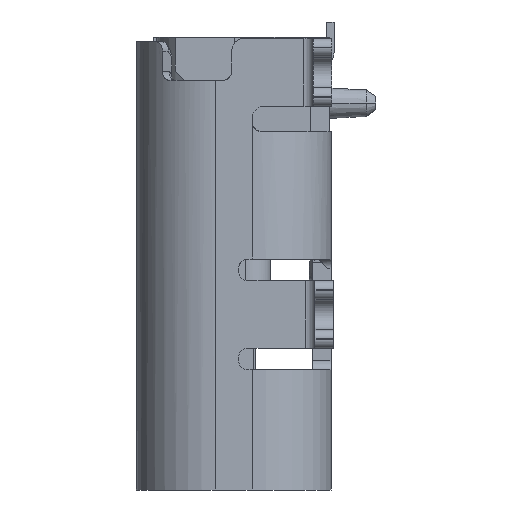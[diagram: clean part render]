
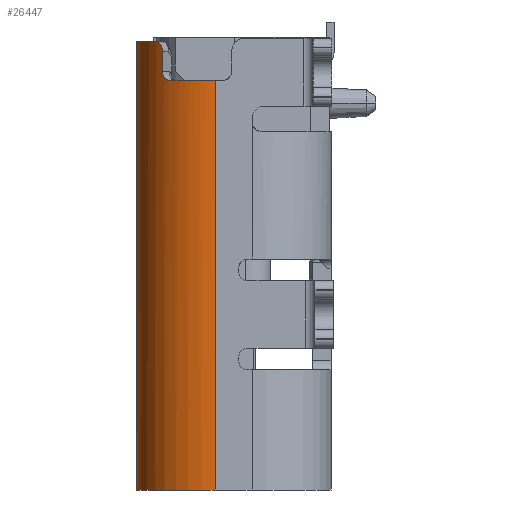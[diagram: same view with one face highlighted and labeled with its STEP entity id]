
A CAD part, left-side view. The second image highlights one B-rep face of the part: STEP entity #26447.
In plain terms, the highlighted cylindrical face has radius 1.28 mm (diameter 2.56 mm), a partial arc.
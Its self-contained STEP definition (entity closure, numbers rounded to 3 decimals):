
#4962=CARTESIAN_POINT('',(-3.19,0.3,
-10.908));
#4963=DIRECTION('',(0.,0.,1.));
#4964=DIRECTION('',(0.,1.,0.));
#4965=AXIS2_PLACEMENT_3D('',#4962,#4963,#4964);
#5194=DIRECTION('',(0.,0.,-1.));
#5195=VECTOR('',#5194,7.275);
#5196=CARTESIAN_POINT('',(-3.19,1.58,
-3.633));
#5197=LINE('',#5196,#5195);
#6421=CARTESIAN_POINT('',(-3.19,0.3,
-3.633));
#6422=DIRECTION('',(0.,0.,-1.));
#6423=DIRECTION('',(-0.657,0.754,0.));
#6424=AXIS2_PLACEMENT_3D('',#6421,#6422,#6423);
#6463=CARTESIAN_POINT('',(-4.143,1.155,
-3.783));
#6464=CARTESIAN_POINT('',(-4.143,1.155,
-3.77));
#6465=CARTESIAN_POINT('',(-4.14,1.158,
-3.744));
#6466=CARTESIAN_POINT('',(-4.13,1.169,
-3.706));
#6467=CARTESIAN_POINT('',(-4.113,1.187,
-3.676));
#6468=CARTESIAN_POINT('',(-4.09,1.211,
-3.651));
#6469=CARTESIAN_POINT('',(-4.063,1.236,
-3.637));
#6470=CARTESIAN_POINT('',(-4.042,1.255,
-3.633));
#6471=CARTESIAN_POINT('',(-4.031,1.265,
-3.633));
#8080=CARTESIAN_POINT('',(-3.19,0.3,
-4.258));
#8081=DIRECTION('',(0.,0.,-1.));
#8082=DIRECTION('',(-0.98,0.197,0.));
#8083=AXIS2_PLACEMENT_3D('',#8080,#8081,#8082);
#8629=CARTESIAN_POINT('',(-3.19,0.3,
-4.258));
#8630=DIRECTION('',(0.,0.,-1.));
#8631=DIRECTION('',(-1.,0.,0.));
#8632=AXIS2_PLACEMENT_3D('',#8629,#8630,#8631);
#8634=CARTESIAN_POINT('',(-3.19,0.3,
-4.258));
#8635=DIRECTION('',(0.,0.,-1.));
#8636=DIRECTION('',(-0.922,0.387,0.));
#8637=AXIS2_PLACEMENT_3D('',#8634,#8635,#8636);
#8648=DIRECTION('',(0.,0.,-1.));
#8649=VECTOR('',#8648,6.65);
#8650=CARTESIAN_POINT('',(-4.47,0.3,
-4.258));
#8651=LINE('',#8650,#8649);
#8652=DIRECTION('',(0.,0.,-1.));
#8653=VECTOR('',#8652,0.325);
#8654=CARTESIAN_POINT('',(-4.143,1.155,
-3.783));
#8655=LINE('',#8654,#8653);
#8679=CARTESIAN_POINT('',(-4.237,1.036,
-4.258));
#8680=CARTESIAN_POINT('',(-4.228,1.049,
-4.258));
#8681=CARTESIAN_POINT('',(-4.209,1.074,
-4.253));
#8682=CARTESIAN_POINT('',(-4.182,1.109,
-4.231));
#8683=CARTESIAN_POINT('',(-4.161,1.135,
-4.197));
#8684=CARTESIAN_POINT('',(-4.146,1.152,
-4.154));
#8685=CARTESIAN_POINT('',(-4.143,1.155,
-4.123));
#8686=CARTESIAN_POINT('',(-4.143,1.155,
-4.108));
#11697=CARTESIAN_POINT('',(-4.47,0.3,
-10.908));
#11699=VERTEX_POINT('',#11697);
#11700=CARTESIAN_POINT('',(-4.47,0.3,
-4.258));
#11701=VERTEX_POINT('',#11700);
#11710=CARTESIAN_POINT('',(-4.237,1.036,
-4.258));
#11712=VERTEX_POINT('',#11710);
#11724=CARTESIAN_POINT('',(-4.143,1.155,
-4.108));
#11725=VERTEX_POINT('',#11724);
#11726=CARTESIAN_POINT('',(-4.143,1.155,
-3.783));
#11727=VERTEX_POINT('',#11726);
#11730=CARTESIAN_POINT('',(-4.031,1.265,
-3.633));
#11731=CARTESIAN_POINT('',(-3.19,1.58,
-3.633));
#11732=VERTEX_POINT('',#11730);
#11733=VERTEX_POINT('',#11731);
#12483=CARTESIAN_POINT('',(-3.19,1.58,
-10.908));
#12484=VERTEX_POINT('',#12483);
#13653=CARTESIAN_POINT('',(-4.445,0.552,
-4.258));
#13654=CARTESIAN_POINT('',(-4.37,0.795,
-4.258));
#13655=VERTEX_POINT('',#13653);
#13656=VERTEX_POINT('',#13654);
#26428=CARTESIAN_POINT('',(-3.19,0.3,
-7.269));
#26429=DIRECTION('',(0.,0.,-1.));
#26430=DIRECTION('',(-0.999,-0.051,0.));
#26431=AXIS2_PLACEMENT_3D('',#26428,#26429,#26430);
#26432=CYLINDRICAL_SURFACE('',#26431,1.28);
#26433=ORIENTED_EDGE('',*,*,#25509,.F.);
#26434=ORIENTED_EDGE('',*,*,#26408,.F.);
#26435=ORIENTED_EDGE('',*,*,#24628,.T.);
#26436=ORIENTED_EDGE('',*,*,#21391,.F.);
#26437=ORIENTED_EDGE('',*,*,#21472,.F.);
#26438=ORIENTED_EDGE('',*,*,#23384,.F.);
#26439=ORIENTED_EDGE('',*,*,#23405,.F.);
#26441=ORIENTED_EDGE('',*,*,#26440,.T.);
#26443=ORIENTED_EDGE('',*,*,#26442,.F.);
#26444=ORIENTED_EDGE('',*,*,#26419,.F.);
#26445=EDGE_LOOP('',(#26433,#26434,#26435,#26436,#26437,#26438,#26439,#26441,
#26443,#26444));
#26446=FACE_OUTER_BOUND('',#26445,.F.);
#4966=CIRCLE('',#4965,1.28);
#6425=CIRCLE('',#6424,1.28);
#6472=B_SPLINE_CURVE_WITH_KNOTS('',3,(#6463,#6464,#6465,#6466,#6467,#6468,#6469,
#6470,#6471),.UNSPECIFIED.,.F.,.F.,(4,1,1,1,1,1,4),(0.,0.167,
0.333,0.5,0.667,0.833,1.),
.UNSPECIFIED.);
#8084=CIRCLE('',#8083,1.28);
#8633=CIRCLE('',#8632,1.28);
#8638=CIRCLE('',#8637,1.28);
#8687=B_SPLINE_CURVE_WITH_KNOTS('',3,(#8679,#8680,#8681,#8682,#8683,#8684,#8685,
#8686),.UNSPECIFIED.,.F.,.F.,(4,1,1,1,1,4),(0.,0.2,0.4,0.6,0.8,1.),
.UNSPECIFIED.);
#21391=EDGE_CURVE('',#12484,#11699,#4966,.T.);
#21472=EDGE_CURVE('',#11733,#12484,#5197,.T.);
#23384=EDGE_CURVE('',#11732,#11733,#6425,.T.);
#23405=EDGE_CURVE('',#11727,#11732,#6472,.T.);
#24628=EDGE_CURVE('',#11701,#11699,#8651,.T.);
#25509=EDGE_CURVE('',#13655,#13656,#8084,.T.);
#26408=EDGE_CURVE('',#11701,#13655,#8633,.T.);
#26419=EDGE_CURVE('',#13656,#11712,#8638,.T.);
#26440=EDGE_CURVE('',#11727,#11725,#8655,.T.);
#26442=EDGE_CURVE('',#11712,#11725,#8687,.T.);
#26447=ADVANCED_FACE('',(#26446),#26432,.T.);
